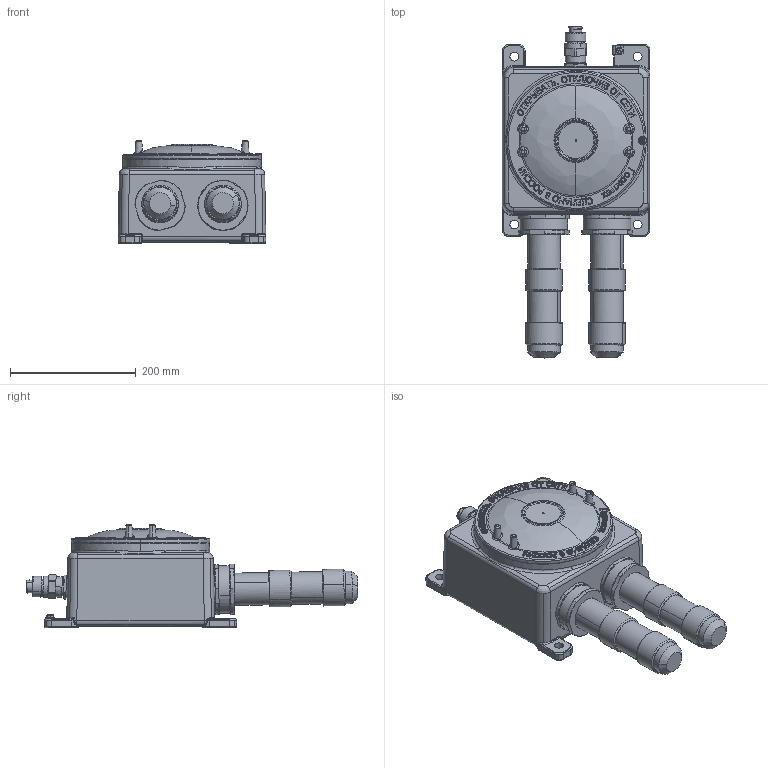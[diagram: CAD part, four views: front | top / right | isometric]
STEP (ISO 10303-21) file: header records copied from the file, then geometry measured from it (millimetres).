
FILE_DESCRIPTION (( 'STEP AP214' ), '1' );
FILE_NAME ('WOP-3L-EX.STEP', '2025-09-19T03:35:23', ( '' ), ( '' ), 'SwSTEP 2.0', 'SolidWorks 2023', '' );
FILE_SCHEMA (( 'AUTOMOTIVE_DESIGN' ));
Length unit declared in the file: millimetre
Products named in the file (4): __i11874.07.24.01 Корпус_2 ; __i11874.07.24.01 3D; WOP-3L-EX; __i11874.07.24.01 Крышка_2
Assembly tree (3 placements, depth 3):
  WOP-3L-EX
    __i11874.07.24.01 3D
      __i11874.07.24.01 Крышка_2
      __i11874.07.24.01 Корпус_2 
Bounding box: 234.68 x 527.85 x 164.21 mm (x, y, z)
Surface area: 808299 mm2 (no closed solid volume)
Topology: 0 solids, 37 shells, 2429 faces, 6170 edges, 3952 vertices
Faces by surface type: plane 909, bspline 620, cylinder 572, cone 246, torus 67, sphere 15
Entity records: 114673 total; most frequent: CARTESIAN_POINT 69050, ORIENTED_EDGE 12278, EDGE_CURVE 6139, B_SPLINE_CURVE_WITH_KNOTS 5485, DIRECTION 4329, VERTEX_POINT 3950, EDGE_LOOP 2689, ADVANCED_FACE 2429
